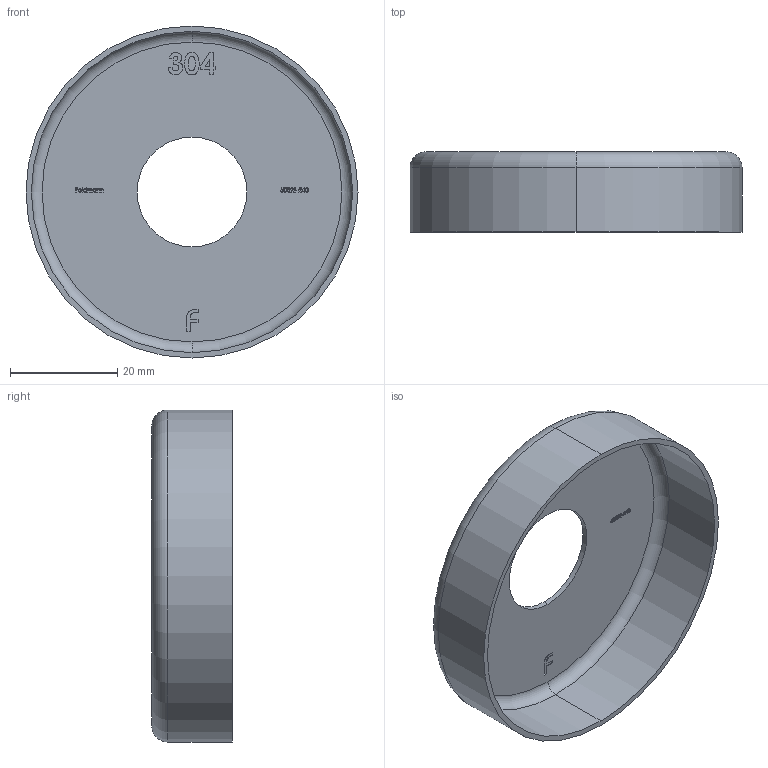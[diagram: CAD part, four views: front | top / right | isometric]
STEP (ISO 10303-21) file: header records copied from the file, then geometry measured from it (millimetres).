
FILE_DESCRIPTION (( 'STEP AP203' ), '1' );
FILE_NAME ('50821-240.step', '2020-11-05T12:45:28', ( '' ), ( '' ), 'SwSTEP 2.0', 'SolidWorks 2018', '' );
FILE_SCHEMA (( 'CONFIG_CONTROL_DESIGN' ));
Length unit declared in the file: millimetre
Products named in the file (2): 50821-240
Bounding box: 62 x 15 x 62 mm (x, y, z)
Volume: 5160.8 mm3; surface area: 10597.1 mm2
Topology: 1 solids, 1 shells, 294 faces, 776 edges, 516 vertices
Faces by surface type: plane 156, bspline 128, cylinder 6, torus 4
Entity records: 16395 total; most frequent: CARTESIAN_POINT 9812, ORIENTED_EDGE 1552, DIRECTION 876, EDGE_CURVE 776, VERTEX_POINT 516, VECTOR 500, LINE 500, EDGE_LOOP 328
